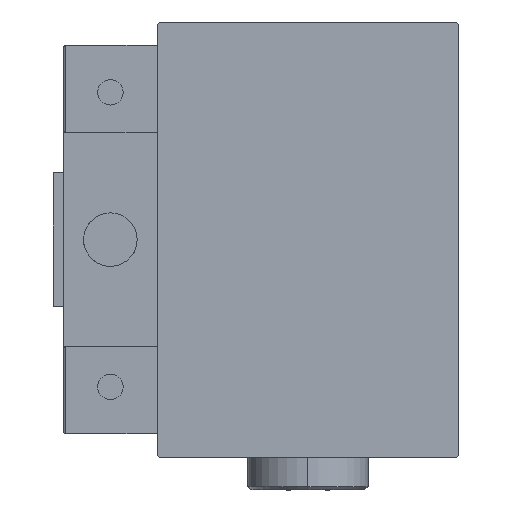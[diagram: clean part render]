
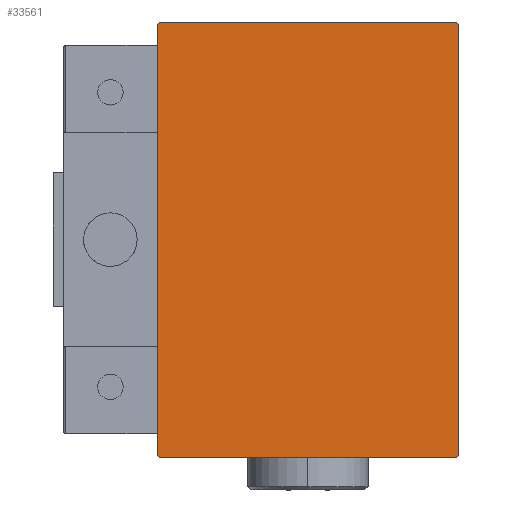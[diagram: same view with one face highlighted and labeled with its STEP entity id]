
A CAD part, left-side view. The second image highlights one B-rep face of the part: STEP entity #33561.
In plain terms, the highlighted face is planar.
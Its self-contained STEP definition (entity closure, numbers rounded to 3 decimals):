
#155 = CARTESIAN_POINT ( 'NONE',  ( 170., 22.5, 32.5 ) ) ;
#664 = DIRECTION ( 'NONE',  ( 0., 0., -1. ) ) ;
#798 = VECTOR ( 'NONE', #39376, 1000. ) ;
#2594 = VECTOR ( 'NONE', #7830, 1000. ) ;
#2866 = CARTESIAN_POINT ( 'NONE',  ( 170., -27.35, 27.35 ) ) ;
#3379 = LINE ( 'NONE', #2866, #12687 ) ;
#4213 = VERTEX_POINT ( 'NONE', #5353 ) ;
#4362 = ORIENTED_EDGE ( 'NONE', *, *, #23772, .T. ) ;
#5353 = CARTESIAN_POINT ( 'NONE',  ( 170., 22.2, 32.5 ) ) ;
#5605 = LINE ( 'NONE', #45614, #45878 ) ;
#6193 = VERTEX_POINT ( 'NONE', #8783 ) ;
#6223 = DIRECTION ( 'NONE',  ( 0., 0., -1. ) ) ;
#6568 = VERTEX_POINT ( 'NONE', #35255 ) ;
#6906 = CARTESIAN_POINT ( 'NONE',  ( 170., 27.35, 27.35 ) ) ;
#7830 = DIRECTION ( 'NONE',  ( 0., 1., 0. ) ) ;
#7951 = LINE ( 'NONE', #23783, #798 ) ;
#8468 = FACE_OUTER_BOUND ( 'NONE', #42554, .T. ) ;
#8783 = CARTESIAN_POINT ( 'NONE',  ( 170., -22.5, -32.2 ) ) ;
#9375 = ORIENTED_EDGE ( 'NONE', *, *, #13474, .T. ) ;
#9557 = ORIENTED_EDGE ( 'NONE', *, *, #29451, .T. ) ;
#9950 = ORIENTED_EDGE ( 'NONE', *, *, #37549, .T. ) ;
#12554 = VERTEX_POINT ( 'NONE', #48928 ) ;
#12687 = VECTOR ( 'NONE', #27538, 1000. ) ;
#13474 = EDGE_CURVE ( 'NONE', #6193, #18506, #7951, .T. ) ;
#15176 = LINE ( 'NONE', #19334, #21001 ) ;
#15329 = EDGE_CURVE ( 'NONE', #6568, #4213, #34953, .T. ) ;
#16092 = ORIENTED_EDGE ( 'NONE', *, *, #24767, .T. ) ;
#18201 = ORIENTED_EDGE ( 'NONE', *, *, #48155, .T. ) ;
#18506 = VERTEX_POINT ( 'NONE', #24047 ) ;
#19334 = CARTESIAN_POINT ( 'NONE',  ( 170., 27.35, -27.35 ) ) ;
#20386 = DIRECTION ( 'NONE',  ( 1., 0., 0. ) ) ;
#21001 = VECTOR ( 'NONE', #22719, 1000. ) ;
#21487 = VERTEX_POINT ( 'NONE', #49588 ) ;
#22318 = CARTESIAN_POINT ( 'NONE',  ( 170., -22.5, 32.5 ) ) ;
#22719 = DIRECTION ( 'NONE',  ( 0., 0.707, 0.707 ) ) ;
#23089 = VECTOR ( 'NONE', #51341, 1000. ) ;
#23772 = EDGE_CURVE ( 'NONE', #12554, #21487, #3379, .T. ) ;
#23783 = CARTESIAN_POINT ( 'NONE',  ( 170., -27.35, -27.35 ) ) ;
#24047 = CARTESIAN_POINT ( 'NONE',  ( 170., -22.2, -32.5 ) ) ;
#24285 = AXIS2_PLACEMENT_3D ( 'NONE', #44805, #20386, #664 ) ;
#24767 = EDGE_CURVE ( 'NONE', #30083, #6568, #5605, .T. ) ;
#27538 = DIRECTION ( 'NONE',  ( 0., -0.707, -0.707 ) ) ;
#29442 = ORIENTED_EDGE ( 'NONE', *, *, #15329, .T. ) ;
#29451 = EDGE_CURVE ( 'NONE', #18506, #48182, #39749, .T. ) ;
#30083 = VERTEX_POINT ( 'NONE', #39054 ) ;
#30287 = DIRECTION ( 'NONE',  ( 0., -0.707, 0.707 ) ) ;
#32105 = CARTESIAN_POINT ( 'NONE',  ( 170., 22.2, -32.5 ) ) ;
#32634 = VECTOR ( 'NONE', #6223, 1000. ) ;
#33561 = ADVANCED_FACE ( 'NONE', ( #8468 ), #36513, .T. ) ;
#34703 = EDGE_CURVE ( 'NONE', #48182, #30083, #15176, .T. ) ;
#34953 = LINE ( 'NONE', #6906, #48183 ) ;
#35255 = CARTESIAN_POINT ( 'NONE',  ( 170., 22.5, 32.2 ) ) ;
#36513 = PLANE ( 'NONE',  #24285 ) ;
#37549 = EDGE_CURVE ( 'NONE', #21487, #6193, #41791, .T. ) ;
#39054 = CARTESIAN_POINT ( 'NONE',  ( 170., 22.5, -32.2 ) ) ;
#39376 = DIRECTION ( 'NONE',  ( 0., 0.707, -0.707 ) ) ;
#39749 = LINE ( 'NONE', #47550, #2594 ) ;
#41791 = LINE ( 'NONE', #22318, #32634 ) ;
#42554 = EDGE_LOOP ( 'NONE', ( #9557, #50048, #16092, #29442, #18201, #4362, #9950, #9375 ) ) ;
#44037 = LINE ( 'NONE', #155, #23089 ) ;
#44805 = CARTESIAN_POINT ( 'NONE',  ( 170., 0., 0. ) ) ;
#45361 = DIRECTION ( 'NONE',  ( 0., 0., 1. ) ) ;
#45614 = CARTESIAN_POINT ( 'NONE',  ( 170., 22.5, -32.5 ) ) ;
#45878 = VECTOR ( 'NONE', #45361, 1000. ) ;
#47550 = CARTESIAN_POINT ( 'NONE',  ( 170., -22.5, -32.5 ) ) ;
#48155 = EDGE_CURVE ( 'NONE', #4213, #12554, #44037, .T. ) ;
#48182 = VERTEX_POINT ( 'NONE', #32105 ) ;
#48183 = VECTOR ( 'NONE', #30287, 1000. ) ;
#48928 = CARTESIAN_POINT ( 'NONE',  ( 170., -22.2, 32.5 ) ) ;
#49588 = CARTESIAN_POINT ( 'NONE',  ( 170., -22.5, 32.2 ) ) ;
#50048 = ORIENTED_EDGE ( 'NONE', *, *, #34703, .T. ) ;
#51341 = DIRECTION ( 'NONE',  ( 0., -1., 0. ) ) ;
